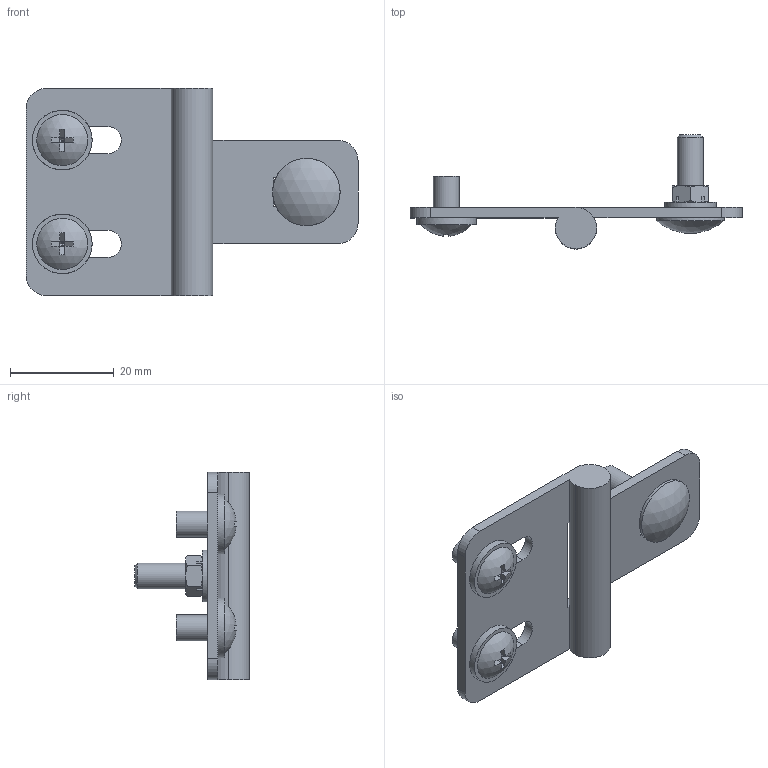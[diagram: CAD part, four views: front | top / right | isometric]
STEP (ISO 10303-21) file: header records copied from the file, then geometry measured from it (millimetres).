
FILE_DESCRIPTION(/* description */ (''),/* implementation_level */ '2;1');
FILE_NAME(/* name */ 'ZI-1555_Scharnier_St-8.stp',/* time_stamp */ '2020-07-20T15:07:02+02:00',/* author */ ('jmaun'),/* organization */ ('maunsystem'),/* preprocessor_version */ 'ST-DEVELOPER v17',/* originating_system */ 'Autodesk Inventor 2019',/* authorisation */ '');
FILE_SCHEMA (('AUTOMOTIVE_DESIGN { 1 0 10303 214 3 1 1 }'));
Length unit declared in the file: millimetre
Products named in the file (1): ZI-1555_Scharnier_St-8
Bounding box: 64 x 22 x 40 mm (x, y, z)
Volume: 6566.2 mm3; surface area: 5640.5 mm2
Topology: 1 solids, 1 shells, 136 faces, 311 edges, 182 vertices
Faces by surface type: plane 99, cylinder 17, cone 17, sphere 3
Full cylindrical faces by diameter (mm): 5 x3, 10 x1, 11.5 x2, 13 x1
Entity records: 3926 total; most frequent: CARTESIAN_POINT 702, DIRECTION 641, ORIENTED_EDGE 622, EDGE_CURVE 311, AXIS2_PLACEMENT_3D 229, LINE 183, VECTOR 183, VERTEX_POINT 182
